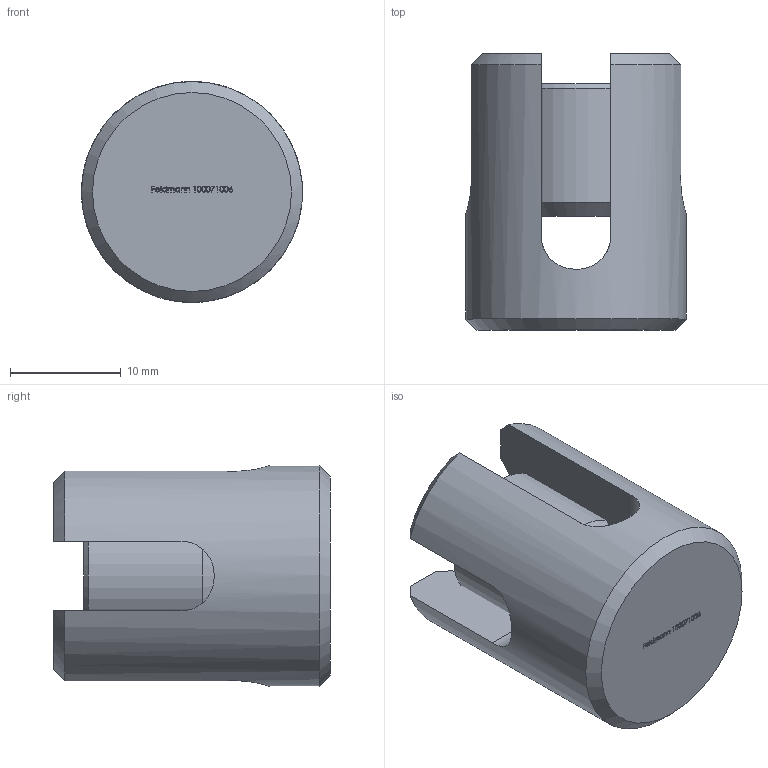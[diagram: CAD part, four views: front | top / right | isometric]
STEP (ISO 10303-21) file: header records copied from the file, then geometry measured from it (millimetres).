
FILE_DESCRIPTION (( 'STEP AP203' ), '1' );
FILE_NAME ('100071006.step', '2020-01-31T11:40:29', ( '' ), ( '' ), 'SwSTEP 2.0', 'SolidWorks 2015', '' );
FILE_SCHEMA (( 'CONFIG_CONTROL_DESIGN' ));
Length unit declared in the file: millimetre
Products named in the file (6): 10007100X Teil1; 10007100X Teil1_100071006 Teil1; DIN913; DIN913_DIN913 M12x12; 100071006
Assembly tree (3 placements, depth 2):
  10007100X Teil1
  100071006
    10007100X Teil1_100071006 Teil1
    DIN913_DIN913 M12x12
  100071006
    DIN913
Bounding box: 20 x 25 x 20 mm (x, y, z)
Volume: 5248 mm3; surface area: 3331.5 mm2
Topology: 2 solids, 2 shells, 253 faces, 667 edges, 445 vertices
Faces by surface type: plane 127, bspline 102, cone 12, cylinder 12
Full cylindrical faces by diameter (mm): 12 x1, 20 x1
Entity records: 15115 total; most frequent: CARTESIAN_POINT 9070, ORIENTED_EDGE 1314, DIRECTION 769, EDGE_CURVE 657, VERTEX_POINT 440, LINE 385, VECTOR 385, EDGE_LOOP 285
